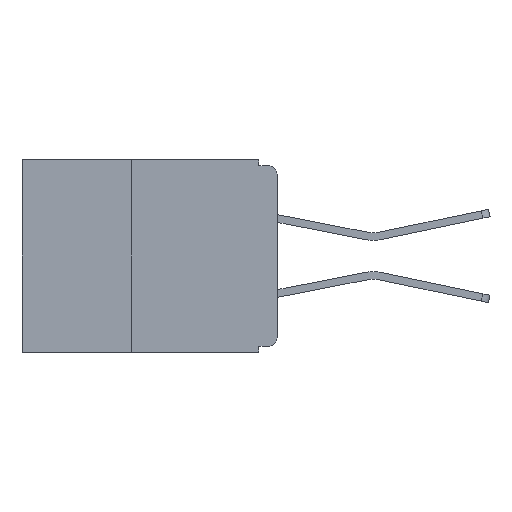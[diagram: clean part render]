
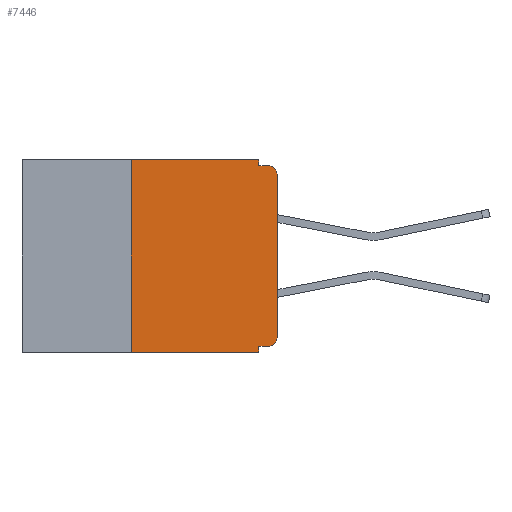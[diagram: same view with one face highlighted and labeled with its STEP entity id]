
A CAD part, left-side view. The second image highlights one B-rep face of the part: STEP entity #7446.
In plain terms, the highlighted planar face has unit normal (-1, 0, 0).
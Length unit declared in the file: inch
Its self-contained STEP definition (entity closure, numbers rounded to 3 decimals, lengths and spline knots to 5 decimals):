
#41 = CIRCLE ( 'NONE', #15745, 0.015 ) ;
#342 = CARTESIAN_POINT ( 'NONE',  ( 0., 0.031, 0. ) ) ;
#381 = EDGE_CURVE ( 'NONE', #4173, #4848, #19876, .T. ) ;
#515 = VERTEX_POINT ( 'NONE', #17327 ) ;
#851 = VERTEX_POINT ( 'NONE', #4554 ) ;
#930 = VECTOR ( 'NONE', #19835, 39.37008 ) ;
#2259 = CARTESIAN_POINT ( 'NONE',  ( 0., 0.25, -0.33 ) ) ;
#3100 = CARTESIAN_POINT ( 'NONE',  ( 0., 0.015, -0.01 ) ) ;
#3813 = EDGE_CURVE ( 'NONE', #515, #19434, #21120, .T. ) ;
#4010 = VECTOR ( 'NONE', #10005, 39.37008 ) ;
#4086 = ORIENTED_EDGE ( 'NONE', *, *, #20113, .T. ) ;
#4173 = VERTEX_POINT ( 'NONE', #8382 ) ;
#4554 = CARTESIAN_POINT ( 'NONE',  ( 0., 0., -0.305 ) ) ;
#4848 = VERTEX_POINT ( 'NONE', #3100 ) ;
#5329 = CARTESIAN_POINT ( 'NONE',  ( 0., 0.015, -0.305 ) ) ;
#5358 = AXIS2_PLACEMENT_3D ( 'NONE', #20385, #13287, #17158 ) ;
#5387 = ORIENTED_EDGE ( 'NONE', *, *, #381, .T. ) ;
#5410 = LINE ( 'NONE', #9683, #930 ) ;
#5678 = CARTESIAN_POINT ( 'NONE',  ( 0., 0.031, -0.01 ) ) ;
#5893 = CARTESIAN_POINT ( 'NONE',  ( 0., 0., -0.32 ) ) ;
#5963 = DIRECTION ( 'NONE',  ( 0., 1., 0. ) ) ;
#6442 = ORIENTED_EDGE ( 'NONE', *, *, #18668, .F. ) ;
#6575 = CARTESIAN_POINT ( 'NONE',  ( 0., 0.437, -0.33 ) ) ;
#6584 = VERTEX_POINT ( 'NONE', #5678 ) ;
#7013 = DIRECTION ( 'NONE',  ( 0., 0., -1. ) ) ;
#7207 = VECTOR ( 'NONE', #11508, 39.37008 ) ;
#7277 = LINE ( 'NONE', #12250, #20265 ) ;
#7398 = CARTESIAN_POINT ( 'NONE',  ( 0., 0.25, 0. ) ) ;
#7446 = ADVANCED_FACE ( 'NONE', ( #20050 ), #20665, .F. ) ;
#8075 = CARTESIAN_POINT ( 'NONE',  ( 0., 0.031, 0. ) ) ;
#8382 = CARTESIAN_POINT ( 'NONE',  ( 0., 0., -0.025 ) ) ;
#8881 = DIRECTION ( 'NONE',  ( 0., -1., 0. ) ) ;
#9140 = EDGE_CURVE ( 'NONE', #15574, #14368, #7277, .T. ) ;
#9196 = VERTEX_POINT ( 'NONE', #2259 ) ;
#9231 = DIRECTION ( 'NONE',  ( 0., 0., 1. ) ) ;
#9466 = EDGE_CURVE ( 'NONE', #6584, #4848, #5410, .T. ) ;
#9683 = CARTESIAN_POINT ( 'NONE',  ( 0., 0., -0.01 ) ) ;
#9758 = CARTESIAN_POINT ( 'NONE',  ( 0., 0.031, -0.33 ) ) ;
#9786 = DIRECTION ( 'NONE',  ( 0., 0., -1. ) ) ;
#10005 = DIRECTION ( 'NONE',  ( 0., -1., 0. ) ) ;
#10489 = VERTEX_POINT ( 'NONE', #17637 ) ;
#11508 = DIRECTION ( 'NONE',  ( 0., 0., -1. ) ) ;
#11529 = ORIENTED_EDGE ( 'NONE', *, *, #15288, .T. ) ;
#11537 = VECTOR ( 'NONE', #9786, 39.37008 ) ;
#12141 = VECTOR ( 'NONE', #9231, 39.37008 ) ;
#12250 = CARTESIAN_POINT ( 'NONE',  ( 0., 0.437, 0. ) ) ;
#12587 = ORIENTED_EDGE ( 'NONE', *, *, #3813, .F. ) ;
#12620 = LINE ( 'NONE', #14949, #21006 ) ;
#13287 = DIRECTION ( 'NONE',  ( -1., 0., 0. ) ) ;
#14180 = EDGE_CURVE ( 'NONE', #19434, #10489, #16221, .T. ) ;
#14368 = VERTEX_POINT ( 'NONE', #342 ) ;
#14433 = ORIENTED_EDGE ( 'NONE', *, *, #9466, .F. ) ;
#14949 = CARTESIAN_POINT ( 'NONE',  ( 0., 0.25, -0.33 ) ) ;
#15288 = EDGE_CURVE ( 'NONE', #9196, #10489, #17495, .T. ) ;
#15574 = VERTEX_POINT ( 'NONE', #7398 ) ;
#15745 = AXIS2_PLACEMENT_3D ( 'NONE', #5329, #17153, #7013 ) ;
#15997 = LINE ( 'NONE', #8075, #11537 ) ;
#16221 = LINE ( 'NONE', #9758, #7207 ) ;
#16615 = DIRECTION ( 'NONE',  ( 0., 0., 1. ) ) ;
#17153 = DIRECTION ( 'NONE',  ( -1., 0., 0. ) ) ;
#17158 = DIRECTION ( 'NONE',  ( 0., 0., -1. ) ) ;
#17171 = VECTOR ( 'NONE', #5963, 39.37008 ) ;
#17327 = CARTESIAN_POINT ( 'NONE',  ( 0., 0.015, -0.32 ) ) ;
#17403 = EDGE_CURVE ( 'NONE', #851, #4173, #21069, .T. ) ;
#17495 = LINE ( 'NONE', #6575, #4010 ) ;
#17637 = CARTESIAN_POINT ( 'NONE',  ( 0., 0.031, -0.33 ) ) ;
#18359 = ORIENTED_EDGE ( 'NONE', *, *, #17403, .T. ) ;
#18668 = EDGE_CURVE ( 'NONE', #9196, #15574, #12620, .T. ) ;
#18877 = ORIENTED_EDGE ( 'NONE', *, *, #19826, .F. ) ;
#18881 = CARTESIAN_POINT ( 'NONE',  ( 0., 0.031, -0.32 ) ) ;
#19423 = ORIENTED_EDGE ( 'NONE', *, *, #9140, .F. ) ;
#19434 = VERTEX_POINT ( 'NONE', #18881 ) ;
#19826 = EDGE_CURVE ( 'NONE', #14368, #6584, #15997, .T. ) ;
#19835 = DIRECTION ( 'NONE',  ( 0., -1., 0. ) ) ;
#19876 = CIRCLE ( 'NONE', #5358, 0.015 ) ;
#19965 = AXIS2_PLACEMENT_3D ( 'NONE', #20545, #20524, #20480 ) ;
#20050 = FACE_OUTER_BOUND ( 'NONE', #20400, .T. ) ;
#20113 = EDGE_CURVE ( 'NONE', #515, #851, #41, .T. ) ;
#20265 = VECTOR ( 'NONE', #8881, 39.37008 ) ;
#20385 = CARTESIAN_POINT ( 'NONE',  ( 0., 0.015, -0.025 ) ) ;
#20400 = EDGE_LOOP ( 'NONE', ( #18359, #5387, #14433, #18877, #19423, #6442, #11529, #20478, #12587, #4086 ) ) ;
#20478 = ORIENTED_EDGE ( 'NONE', *, *, #14180, .F. ) ;
#20480 = DIRECTION ( 'NONE',  ( 0., 0., -1. ) ) ;
#20524 = DIRECTION ( 'NONE',  ( 1., 0., 0. ) ) ;
#20545 = CARTESIAN_POINT ( 'NONE',  ( 0., 0.437, 0. ) ) ;
#20665 = PLANE ( 'NONE',  #19965 ) ;
#21006 = VECTOR ( 'NONE', #16615, 39.37008 ) ;
#21040 = CARTESIAN_POINT ( 'NONE',  ( 0., 0., 0. ) ) ;
#21069 = LINE ( 'NONE', #21040, #12141 ) ;
#21120 = LINE ( 'NONE', #5893, #17171 ) ;
